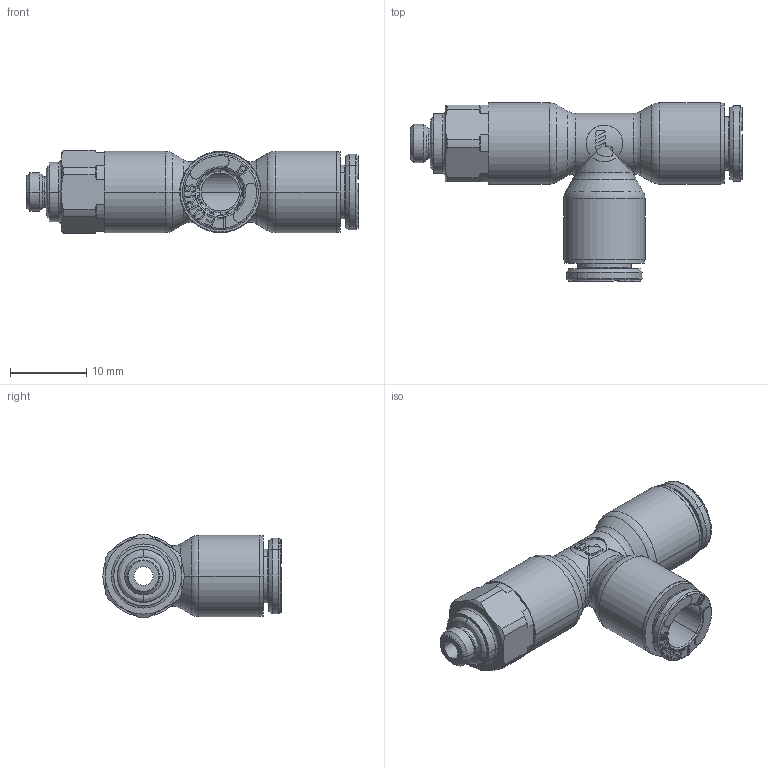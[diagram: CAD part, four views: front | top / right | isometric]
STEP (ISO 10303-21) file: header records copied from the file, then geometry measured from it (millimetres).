
FILE_DESCRIPTION(('STEP AP214'),'1');
FILE_NAME('6893_06_19.stp','2016-07-07T14:50:24',('TraceParts'),('TraceParts S.A.'),'Spatial InterOp 3D',' ',' ');
FILE_SCHEMA(('automotive_design'));
Length unit declared in the file: millimetre
Products named in the file (16): V893-06-19_ASM|Next assembly relationship#44106-64_ASM|Next assembly relationship#44106-26;44106-26; V893-06-19_ASM|Next assembly relationship#44106-64_ASM|Next assembly relationship#44106;44106; V893-06-19_ASM|Next assembly relationship#44106-64_ASM|Next assembly relationship#44106-27;44106-27; V893-06-19_ASM|Next assembly relationship#44106-64_ASM|Next assembly relationship#44126-20;44126-20; V893-06-19_ASM|Next assembly relationship#44516-04;44516-04; V893-06-19_ASM|Next assembly relationship#44106-11-10-ASM;44106-11-10-ASM; V893-06-19_ASM|Next assembly relationship#44210-18;44210-18; V893-06-19_ASM|Next assembly relationship#23953-24_ASM_D5-1_D6-9_LG1;23953-24_ASM_D5-1_D6-9_LG1
Bounding box: 43.47 x 23.34 x 10.99 mm (x, y, z)
Volume: 2610.1 mm3; surface area: 5944.3 mm2
Topology: 14 solids, 16 shells, 1379 faces, 3528 edges, 2212 vertices
Faces by surface type: plane 609, cylinder 252, torus 204, cone 188, bspline 118, sphere 4, revolution 4
Entity records: 47846 total; most frequent: CARTESIAN_POINT 14532, ORIENTED_EDGE 7040, DIRECTION 6769, EDGE_CURVE 3524, AXIS2_PLACEMENT_3D 2412, VERTEX_POINT 2212, LINE 1941, VECTOR 1941
